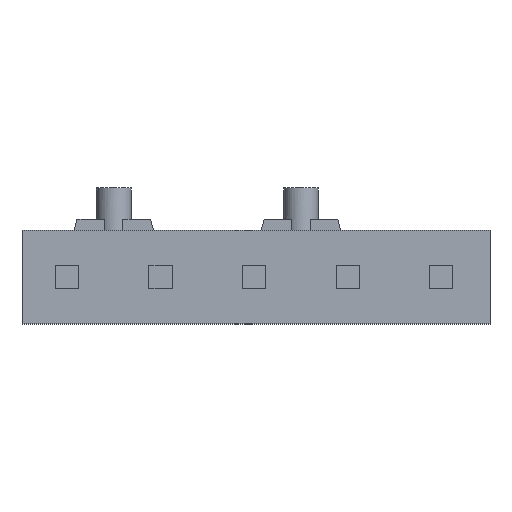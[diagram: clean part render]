
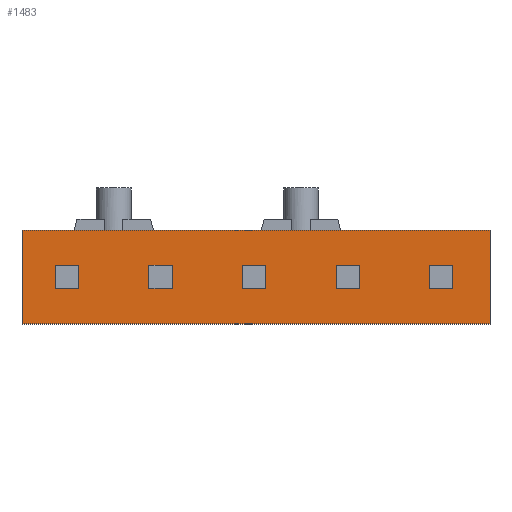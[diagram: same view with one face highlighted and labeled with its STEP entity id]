
A CAD part, top view. The second image highlights one B-rep face of the part: STEP entity #1483.
In plain terms, the highlighted planar face has unit normal (0, 0, 1).
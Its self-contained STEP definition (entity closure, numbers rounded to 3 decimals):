
#134=DIRECTION('',(0.,1.,0.));
#135=VECTOR('',#134,2.54);
#136=CARTESIAN_POINT('',(-6.35,-1.27,0.));
#137=LINE('',#136,#135);
#138=DIRECTION('',(1.,0.,0.));
#139=VECTOR('',#138,12.7);
#140=CARTESIAN_POINT('',(-6.35,1.27,0.));
#141=LINE('',#140,#139);
#142=DIRECTION('',(0.,-1.,0.));
#143=VECTOR('',#142,2.54);
#144=CARTESIAN_POINT('',(6.35,1.27,0.));
#145=LINE('',#144,#143);
#146=DIRECTION('',(-1.,0.,0.));
#147=VECTOR('',#146,12.7);
#148=CARTESIAN_POINT('',(6.35,-1.27,0.));
#149=LINE('',#148,#147);
#150=DIRECTION('',(0.,1.,0.));
#151=VECTOR('',#150,0.63);
#152=CARTESIAN_POINT('',(-4.815,-0.315,0.));
#153=LINE('',#152,#151);
#154=DIRECTION('',(-1.,0.,0.));
#155=VECTOR('',#154,0.63);
#156=CARTESIAN_POINT('',(-4.815,0.315,0.));
#157=LINE('',#156,#155);
#158=DIRECTION('',(0.,1.,0.));
#159=VECTOR('',#158,0.63);
#160=CARTESIAN_POINT('',(-5.445,-0.315,0.));
#161=LINE('',#160,#159);
#162=DIRECTION('',(-1.,0.,0.));
#163=VECTOR('',#162,0.63);
#164=CARTESIAN_POINT('',(-4.815,-0.315,0.));
#165=LINE('',#164,#163);
#166=DIRECTION('',(0.,1.,0.));
#167=VECTOR('',#166,0.63);
#168=CARTESIAN_POINT('',(-2.275,-0.315,0.));
#169=LINE('',#168,#167);
#170=DIRECTION('',(-1.,0.,0.));
#171=VECTOR('',#170,0.63);
#172=CARTESIAN_POINT('',(-2.275,0.315,0.));
#173=LINE('',#172,#171);
#174=DIRECTION('',(0.,1.,0.));
#175=VECTOR('',#174,0.63);
#176=CARTESIAN_POINT('',(-2.905,-0.315,0.));
#177=LINE('',#176,#175);
#178=DIRECTION('',(-1.,0.,0.));
#179=VECTOR('',#178,0.63);
#180=CARTESIAN_POINT('',(-2.275,-0.315,0.));
#181=LINE('',#180,#179);
#182=DIRECTION('',(0.,1.,0.));
#183=VECTOR('',#182,0.63);
#184=CARTESIAN_POINT('',(0.265,-0.315,0.));
#185=LINE('',#184,#183);
#186=DIRECTION('',(-1.,0.,0.));
#187=VECTOR('',#186,0.63);
#188=CARTESIAN_POINT('',(0.265,0.315,0.));
#189=LINE('',#188,#187);
#190=DIRECTION('',(0.,1.,0.));
#191=VECTOR('',#190,0.63);
#192=CARTESIAN_POINT('',(-0.365,-0.315,0.));
#193=LINE('',#192,#191);
#194=DIRECTION('',(-1.,0.,0.));
#195=VECTOR('',#194,0.63);
#196=CARTESIAN_POINT('',(0.265,-0.315,0.));
#197=LINE('',#196,#195);
#198=DIRECTION('',(0.,1.,0.));
#199=VECTOR('',#198,0.63);
#200=CARTESIAN_POINT('',(2.805,-0.315,0.));
#201=LINE('',#200,#199);
#202=DIRECTION('',(-1.,0.,0.));
#203=VECTOR('',#202,0.63);
#204=CARTESIAN_POINT('',(2.805,0.315,0.));
#205=LINE('',#204,#203);
#206=DIRECTION('',(0.,1.,0.));
#207=VECTOR('',#206,0.63);
#208=CARTESIAN_POINT('',(2.175,-0.315,0.));
#209=LINE('',#208,#207);
#210=DIRECTION('',(-1.,0.,0.));
#211=VECTOR('',#210,0.63);
#212=CARTESIAN_POINT('',(2.805,-0.315,0.));
#213=LINE('',#212,#211);
#214=DIRECTION('',(0.,1.,0.));
#215=VECTOR('',#214,0.63);
#216=CARTESIAN_POINT('',(5.345,-0.315,0.));
#217=LINE('',#216,#215);
#218=DIRECTION('',(-1.,0.,0.));
#219=VECTOR('',#218,0.63);
#220=CARTESIAN_POINT('',(5.345,0.315,0.));
#221=LINE('',#220,#219);
#222=DIRECTION('',(0.,1.,0.));
#223=VECTOR('',#222,0.63);
#224=CARTESIAN_POINT('',(4.715,-0.315,0.));
#225=LINE('',#224,#223);
#226=DIRECTION('',(-1.,0.,0.));
#227=VECTOR('',#226,0.63);
#228=CARTESIAN_POINT('',(5.345,-0.315,0.));
#229=LINE('',#228,#227);
#1106=CARTESIAN_POINT('',(-6.35,-1.27,0.));
#1107=CARTESIAN_POINT('',(-6.35,1.27,0.));
#1108=VERTEX_POINT('',#1106);
#1109=VERTEX_POINT('',#1107);
#1110=CARTESIAN_POINT('',(6.35,-1.27,0.));
#1111=VERTEX_POINT('',#1110);
#1112=CARTESIAN_POINT('',(6.35,1.27,0.));
#1113=VERTEX_POINT('',#1112);
#1206=CARTESIAN_POINT('',(-4.815,-0.315,0.));
#1207=CARTESIAN_POINT('',(-4.815,0.315,0.));
#1208=VERTEX_POINT('',#1206);
#1209=VERTEX_POINT('',#1207);
#1210=CARTESIAN_POINT('',(-5.445,-0.315,0.));
#1211=CARTESIAN_POINT('',(-5.445,0.315,0.));
#1212=VERTEX_POINT('',#1210);
#1213=VERTEX_POINT('',#1211);
#1282=CARTESIAN_POINT('',(-2.275,-0.315,0.));
#1283=CARTESIAN_POINT('',(-2.275,0.315,0.));
#1284=VERTEX_POINT('',#1282);
#1285=VERTEX_POINT('',#1283);
#1286=CARTESIAN_POINT('',(-2.905,-0.315,0.));
#1287=CARTESIAN_POINT('',(-2.905,0.315,0.));
#1288=VERTEX_POINT('',#1286);
#1289=VERTEX_POINT('',#1287);
#1314=CARTESIAN_POINT('',(0.265,-0.315,0.));
#1315=CARTESIAN_POINT('',(0.265,0.315,0.));
#1316=VERTEX_POINT('',#1314);
#1317=VERTEX_POINT('',#1315);
#1318=CARTESIAN_POINT('',(-0.365,-0.315,0.));
#1319=CARTESIAN_POINT('',(-0.365,0.315,0.));
#1320=VERTEX_POINT('',#1318);
#1321=VERTEX_POINT('',#1319);
#1346=CARTESIAN_POINT('',(2.805,-0.315,0.));
#1347=CARTESIAN_POINT('',(2.805,0.315,0.));
#1348=VERTEX_POINT('',#1346);
#1349=VERTEX_POINT('',#1347);
#1350=CARTESIAN_POINT('',(2.175,-0.315,0.));
#1351=CARTESIAN_POINT('',(2.175,0.315,0.));
#1352=VERTEX_POINT('',#1350);
#1353=VERTEX_POINT('',#1351);
#1378=CARTESIAN_POINT('',(5.345,-0.315,0.));
#1379=CARTESIAN_POINT('',(5.345,0.315,0.));
#1380=VERTEX_POINT('',#1378);
#1381=VERTEX_POINT('',#1379);
#1382=CARTESIAN_POINT('',(4.715,-0.315,0.));
#1383=CARTESIAN_POINT('',(4.715,0.315,0.));
#1384=VERTEX_POINT('',#1382);
#1385=VERTEX_POINT('',#1383);
#1418=CARTESIAN_POINT('',(0.,0.,0.));
#1419=DIRECTION('',(0.,0.,1.));
#1420=DIRECTION('',(1.,0.,0.));
#1421=AXIS2_PLACEMENT_3D('',#1418,#1419,#1420);
#1422=PLANE('',#1421);
#1424=ORIENTED_EDGE('',*,*,#1423,.T.);
#1426=ORIENTED_EDGE('',*,*,#1425,.T.);
#1428=ORIENTED_EDGE('',*,*,#1427,.T.);
#1430=ORIENTED_EDGE('',*,*,#1429,.T.);
#1431=EDGE_LOOP('',(#1424,#1426,#1428,#1430));
#1432=FACE_OUTER_BOUND('',#1431,.F.);
#1434=ORIENTED_EDGE('',*,*,#1433,.T.);
#1436=ORIENTED_EDGE('',*,*,#1435,.T.);
#1438=ORIENTED_EDGE('',*,*,#1437,.F.);
#1440=ORIENTED_EDGE('',*,*,#1439,.F.);
#1441=EDGE_LOOP('',(#1434,#1436,#1438,#1440));
#1442=FACE_BOUND('',#1441,.F.);
#1444=ORIENTED_EDGE('',*,*,#1443,.T.);
#1446=ORIENTED_EDGE('',*,*,#1445,.T.);
#1448=ORIENTED_EDGE('',*,*,#1447,.F.);
#1450=ORIENTED_EDGE('',*,*,#1449,.F.);
#1451=EDGE_LOOP('',(#1444,#1446,#1448,#1450));
#1452=FACE_BOUND('',#1451,.F.);
#1454=ORIENTED_EDGE('',*,*,#1453,.T.);
#1456=ORIENTED_EDGE('',*,*,#1455,.T.);
#1458=ORIENTED_EDGE('',*,*,#1457,.F.);
#1460=ORIENTED_EDGE('',*,*,#1459,.F.);
#1461=EDGE_LOOP('',(#1454,#1456,#1458,#1460));
#1462=FACE_BOUND('',#1461,.F.);
#1464=ORIENTED_EDGE('',*,*,#1463,.T.);
#1466=ORIENTED_EDGE('',*,*,#1465,.T.);
#1468=ORIENTED_EDGE('',*,*,#1467,.F.);
#1470=ORIENTED_EDGE('',*,*,#1469,.F.);
#1471=EDGE_LOOP('',(#1464,#1466,#1468,#1470));
#1472=FACE_BOUND('',#1471,.F.);
#1474=ORIENTED_EDGE('',*,*,#1473,.T.);
#1476=ORIENTED_EDGE('',*,*,#1475,.T.);
#1478=ORIENTED_EDGE('',*,*,#1477,.F.);
#1480=ORIENTED_EDGE('',*,*,#1479,.F.);
#1481=EDGE_LOOP('',(#1474,#1476,#1478,#1480));
#1482=FACE_BOUND('',#1481,.F.);
#1423=EDGE_CURVE('',#1108,#1109,#137,.T.);
#1425=EDGE_CURVE('',#1109,#1113,#141,.T.);
#1427=EDGE_CURVE('',#1113,#1111,#145,.T.);
#1429=EDGE_CURVE('',#1111,#1108,#149,.T.);
#1433=EDGE_CURVE('',#1208,#1209,#153,.T.);
#1435=EDGE_CURVE('',#1209,#1213,#157,.T.);
#1437=EDGE_CURVE('',#1212,#1213,#161,.T.);
#1439=EDGE_CURVE('',#1208,#1212,#165,.T.);
#1443=EDGE_CURVE('',#1284,#1285,#169,.T.);
#1445=EDGE_CURVE('',#1285,#1289,#173,.T.);
#1447=EDGE_CURVE('',#1288,#1289,#177,.T.);
#1449=EDGE_CURVE('',#1284,#1288,#181,.T.);
#1453=EDGE_CURVE('',#1316,#1317,#185,.T.);
#1455=EDGE_CURVE('',#1317,#1321,#189,.T.);
#1457=EDGE_CURVE('',#1320,#1321,#193,.T.);
#1459=EDGE_CURVE('',#1316,#1320,#197,.T.);
#1463=EDGE_CURVE('',#1348,#1349,#201,.T.);
#1465=EDGE_CURVE('',#1349,#1353,#205,.T.);
#1467=EDGE_CURVE('',#1352,#1353,#209,.T.);
#1469=EDGE_CURVE('',#1348,#1352,#213,.T.);
#1473=EDGE_CURVE('',#1380,#1381,#217,.T.);
#1475=EDGE_CURVE('',#1381,#1385,#221,.T.);
#1477=EDGE_CURVE('',#1384,#1385,#225,.T.);
#1479=EDGE_CURVE('',#1380,#1384,#229,.T.);
#1483=ADVANCED_FACE('',(#1432,#1442,#1452,#1462,#1472,#1482),#1422,.T.);
